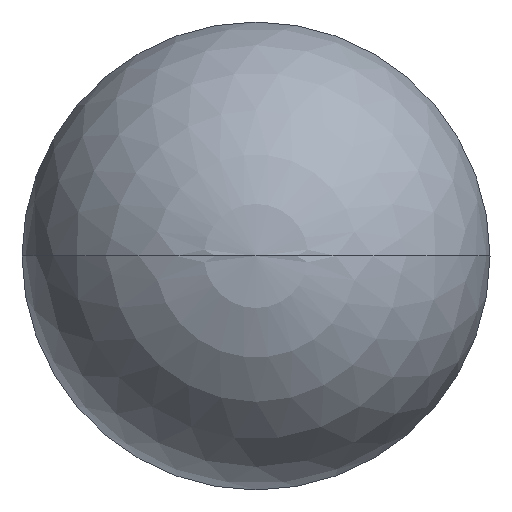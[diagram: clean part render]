
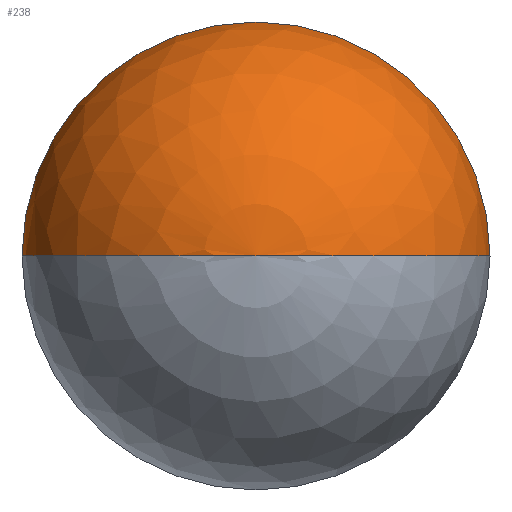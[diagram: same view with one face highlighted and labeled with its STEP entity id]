
A CAD part, left-side view. The second image highlights one B-rep face of the part: STEP entity #238.
In plain terms, the highlighted spherical face has radius 1.1 mm.
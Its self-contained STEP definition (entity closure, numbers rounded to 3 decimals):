
#238=ADVANCED_FACE('',(#551),#552,.T.);
#256=EDGE_CURVE('',#316,#286,#576,.T.);
#286=VERTEX_POINT('',#613);
#316=VERTEX_POINT('',#646);
#424=EDGE_CURVE('',#286,#472,#764,.T.);
#448=EDGE_CURVE('',#472,#316,#789,.T.);
#472=VERTEX_POINT('',#813);
#551=FACE_OUTER_BOUND('',#906,.T.);
#552=SPHERICAL_SURFACE('',#907,1.1);
#576=CIRCLE('',#934,1.1);
#613=CARTESIAN_POINT('',(0.,0.,0.));
#646=CARTESIAN_POINT('',(1.1,-1.1,0.));
#764=CIRCLE('',#1152,1.1);
#789=CIRCLE('',#1186,1.1);
#813=CARTESIAN_POINT('',(1.1,1.1,0.));
#906=EDGE_LOOP('',(#1290,#1291,#1292));
#907=AXIS2_PLACEMENT_3D('',#1293,#1294,#1295);
#934=AXIS2_PLACEMENT_3D('',#1350,#1351,#1352);
#1152=AXIS2_PLACEMENT_3D('',#1610,#1611,#1612);
#1186=AXIS2_PLACEMENT_3D('',#1639,#1640,#1641);
#1290=ORIENTED_EDGE('',*,*,#424,.F.);
#1291=ORIENTED_EDGE('',*,*,#256,.F.);
#1292=ORIENTED_EDGE('',*,*,#448,.F.);
#1293=CARTESIAN_POINT('',(1.1,0.,0.));
#1294=DIRECTION('',(1.0,0.,0.));
#1295=DIRECTION('',(0.,1.0,0.));
#1350=CARTESIAN_POINT('',(1.1,0.,0.));
#1351=DIRECTION('',(0.,0.,-1.0));
#1352=DIRECTION('',(0.0,-1.0,0.));
#1610=CARTESIAN_POINT('',(1.1,0.,0.));
#1611=DIRECTION('',(0.,0.,-1.0));
#1612=DIRECTION('',(0.0,-1.0,0.));
#1639=CARTESIAN_POINT('',(1.1,0.,0.));
#1640=DIRECTION('',(1.0,0.,0.));
#1641=DIRECTION('',(0.,1.0,0.));
